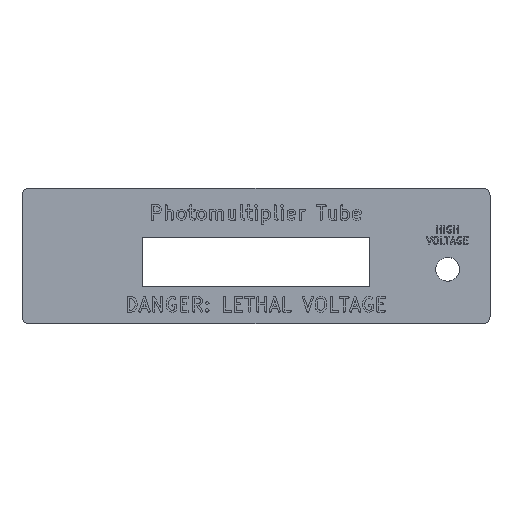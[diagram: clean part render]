
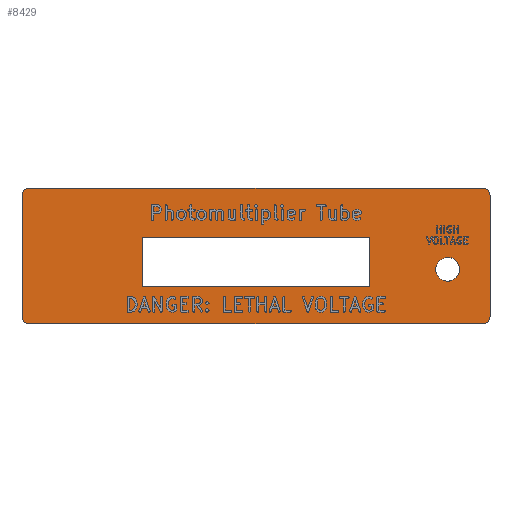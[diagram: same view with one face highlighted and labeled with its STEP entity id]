
A CAD part, top view. The second image highlights one B-rep face of the part: STEP entity #8429.
In plain terms, the highlighted planar face has unit normal (0, 0, 1).
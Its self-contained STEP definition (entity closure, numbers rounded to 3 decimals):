
#8429 = ADVANCED_FACE('',(#8430,#8564,#8598),#8625,.T.);
#8430 = FACE_BOUND('',#8431,.F.);
#8431 = EDGE_LOOP('',(#8432,#8443,#8451,#8459,#8467,#8476,#8484,#8492,
    #8500,#8509,#8517,#8525,#8533,#8542,#8550,#8558));
#8432 = ORIENTED_EDGE('',*,*,#8433,.T.);
#8433 = EDGE_CURVE('',#8434,#8436,#8438,.T.);
#8434 = VERTEX_POINT('',#8435);
#8435 = CARTESIAN_POINT('',(-34.373,9.023,1.56));
#8436 = VERTEX_POINT('',#8437);
#8437 = CARTESIAN_POINT('',(-33.473,9.923,1.56));
#8438 = CIRCLE('',#8439,1.002);
#8439 = AXIS2_PLACEMENT_3D('',#8440,#8441,#8442);
#8440 = CARTESIAN_POINT('',(-33.375,8.925,1.56));
#8441 = DIRECTION('',(0.,0.,-1.));
#8442 = DIRECTION('',(-0.995,0.098,0.));
#8443 = ORIENTED_EDGE('',*,*,#8444,.T.);
#8444 = EDGE_CURVE('',#8436,#8445,#8447,.T.);
#8445 = VERTEX_POINT('',#8446);
#8446 = CARTESIAN_POINT('',(-33.375,9.925,1.56));
#8447 = LINE('',#8448,#8449);
#8448 = CARTESIAN_POINT('',(-33.473,9.923,1.56));
#8449 = VECTOR('',#8450,1.);
#8450 = DIRECTION('',(1.,0.024,0.));
#8451 = ORIENTED_EDGE('',*,*,#8452,.T.);
#8452 = EDGE_CURVE('',#8445,#8453,#8455,.T.);
#8453 = VERTEX_POINT('',#8454);
#8454 = CARTESIAN_POINT('',(33.375,9.925,1.56));
#8455 = LINE('',#8456,#8457);
#8456 = CARTESIAN_POINT('',(-33.375,9.925,1.56));
#8457 = VECTOR('',#8458,1.);
#8458 = DIRECTION('',(1.,0.,0.));
#8459 = ORIENTED_EDGE('',*,*,#8460,.T.);
#8460 = EDGE_CURVE('',#8453,#8461,#8463,.T.);
#8461 = VERTEX_POINT('',#8462);
#8462 = CARTESIAN_POINT('',(33.473,9.923,1.56));
#8463 = LINE('',#8464,#8465);
#8464 = CARTESIAN_POINT('',(33.375,9.925,1.56));
#8465 = VECTOR('',#8466,1.);
#8466 = DIRECTION('',(1.,-0.024,0.));
#8467 = ORIENTED_EDGE('',*,*,#8468,.T.);
#8468 = EDGE_CURVE('',#8461,#8469,#8471,.T.);
#8469 = VERTEX_POINT('',#8470);
#8470 = CARTESIAN_POINT('',(34.373,9.023,1.56));
#8471 = CIRCLE('',#8472,1.002);
#8472 = AXIS2_PLACEMENT_3D('',#8473,#8474,#8475);
#8473 = CARTESIAN_POINT('',(33.375,8.925,1.56));
#8474 = DIRECTION('',(0.,0.,-1.));
#8475 = DIRECTION('',(0.098,0.995,0.));
#8476 = ORIENTED_EDGE('',*,*,#8477,.T.);
#8477 = EDGE_CURVE('',#8469,#8478,#8480,.T.);
#8478 = VERTEX_POINT('',#8479);
#8479 = CARTESIAN_POINT('',(34.375,8.925,1.56));
#8480 = LINE('',#8481,#8482);
#8481 = CARTESIAN_POINT('',(34.373,9.023,1.56));
#8482 = VECTOR('',#8483,1.);
#8483 = DIRECTION('',(0.024,-1.,0.));
#8484 = ORIENTED_EDGE('',*,*,#8485,.T.);
#8485 = EDGE_CURVE('',#8478,#8486,#8488,.T.);
#8486 = VERTEX_POINT('',#8487);
#8487 = CARTESIAN_POINT('',(34.375,-8.925,1.56));
#8488 = LINE('',#8489,#8490);
#8489 = CARTESIAN_POINT('',(34.375,8.925,1.56));
#8490 = VECTOR('',#8491,1.);
#8491 = DIRECTION('',(0.,-1.,0.));
#8492 = ORIENTED_EDGE('',*,*,#8493,.T.);
#8493 = EDGE_CURVE('',#8486,#8494,#8496,.T.);
#8494 = VERTEX_POINT('',#8495);
#8495 = CARTESIAN_POINT('',(34.373,-9.023,1.56));
#8496 = LINE('',#8497,#8498);
#8497 = CARTESIAN_POINT('',(34.375,-8.925,1.56));
#8498 = VECTOR('',#8499,1.);
#8499 = DIRECTION('',(-0.024,-1.,0.));
#8500 = ORIENTED_EDGE('',*,*,#8501,.T.);
#8501 = EDGE_CURVE('',#8494,#8502,#8504,.T.);
#8502 = VERTEX_POINT('',#8503);
#8503 = CARTESIAN_POINT('',(33.473,-9.923,1.56));
#8504 = CIRCLE('',#8505,1.002);
#8505 = AXIS2_PLACEMENT_3D('',#8506,#8507,#8508);
#8506 = CARTESIAN_POINT('',(33.375,-8.925,1.56));
#8507 = DIRECTION('',(0.,0.,-1.));
#8508 = DIRECTION('',(0.995,-0.098,0.));
#8509 = ORIENTED_EDGE('',*,*,#8510,.T.);
#8510 = EDGE_CURVE('',#8502,#8511,#8513,.T.);
#8511 = VERTEX_POINT('',#8512);
#8512 = CARTESIAN_POINT('',(33.375,-9.925,1.56));
#8513 = LINE('',#8514,#8515);
#8514 = CARTESIAN_POINT('',(33.473,-9.923,1.56));
#8515 = VECTOR('',#8516,1.);
#8516 = DIRECTION('',(-1.,-0.024,0.));
#8517 = ORIENTED_EDGE('',*,*,#8518,.T.);
#8518 = EDGE_CURVE('',#8511,#8519,#8521,.T.);
#8519 = VERTEX_POINT('',#8520);
#8520 = CARTESIAN_POINT('',(-33.375,-9.925,1.56));
#8521 = LINE('',#8522,#8523);
#8522 = CARTESIAN_POINT('',(33.375,-9.925,1.56));
#8523 = VECTOR('',#8524,1.);
#8524 = DIRECTION('',(-1.,0.,0.));
#8525 = ORIENTED_EDGE('',*,*,#8526,.T.);
#8526 = EDGE_CURVE('',#8519,#8527,#8529,.T.);
#8527 = VERTEX_POINT('',#8528);
#8528 = CARTESIAN_POINT('',(-33.473,-9.923,1.56));
#8529 = LINE('',#8530,#8531);
#8530 = CARTESIAN_POINT('',(-33.375,-9.925,1.56));
#8531 = VECTOR('',#8532,1.);
#8532 = DIRECTION('',(-1.,0.024,0.));
#8533 = ORIENTED_EDGE('',*,*,#8534,.T.);
#8534 = EDGE_CURVE('',#8527,#8535,#8537,.T.);
#8535 = VERTEX_POINT('',#8536);
#8536 = CARTESIAN_POINT('',(-34.373,-9.023,1.56));
#8537 = CIRCLE('',#8538,1.002);
#8538 = AXIS2_PLACEMENT_3D('',#8539,#8540,#8541);
#8539 = CARTESIAN_POINT('',(-33.375,-8.925,1.56));
#8540 = DIRECTION('',(0.,0.,-1.));
#8541 = DIRECTION('',(-0.098,-0.995,-0.));
#8542 = ORIENTED_EDGE('',*,*,#8543,.T.);
#8543 = EDGE_CURVE('',#8535,#8544,#8546,.T.);
#8544 = VERTEX_POINT('',#8545);
#8545 = CARTESIAN_POINT('',(-34.375,-8.925,1.56));
#8546 = LINE('',#8547,#8548);
#8547 = CARTESIAN_POINT('',(-34.373,-9.023,1.56));
#8548 = VECTOR('',#8549,1.);
#8549 = DIRECTION('',(-0.024,1.,0.));
#8550 = ORIENTED_EDGE('',*,*,#8551,.T.);
#8551 = EDGE_CURVE('',#8544,#8552,#8554,.T.);
#8552 = VERTEX_POINT('',#8553);
#8553 = CARTESIAN_POINT('',(-34.375,8.925,1.56));
#8554 = LINE('',#8555,#8556);
#8555 = CARTESIAN_POINT('',(-34.375,-8.925,1.56));
#8556 = VECTOR('',#8557,1.);
#8557 = DIRECTION('',(0.,1.,0.));
#8558 = ORIENTED_EDGE('',*,*,#8559,.T.);
#8559 = EDGE_CURVE('',#8552,#8434,#8560,.T.);
#8560 = LINE('',#8561,#8562);
#8561 = CARTESIAN_POINT('',(-34.375,8.925,1.56));
#8562 = VECTOR('',#8563,1.);
#8563 = DIRECTION('',(0.024,1.,0.));
#8564 = FACE_BOUND('',#8565,.F.);
#8565 = EDGE_LOOP('',(#8566,#8576,#8584,#8592));
#8566 = ORIENTED_EDGE('',*,*,#8567,.T.);
#8567 = EDGE_CURVE('',#8568,#8570,#8572,.T.);
#8568 = VERTEX_POINT('',#8569);
#8569 = CARTESIAN_POINT('',(16.7,-4.45,1.56));
#8570 = VERTEX_POINT('',#8571);
#8571 = CARTESIAN_POINT('',(16.7,2.65,1.56));
#8572 = LINE('',#8573,#8574);
#8573 = CARTESIAN_POINT('',(16.7,-4.45,1.56));
#8574 = VECTOR('',#8575,1.);
#8575 = DIRECTION('',(0.,1.,0.));
#8576 = ORIENTED_EDGE('',*,*,#8577,.T.);
#8577 = EDGE_CURVE('',#8570,#8578,#8580,.T.);
#8578 = VERTEX_POINT('',#8579);
#8579 = CARTESIAN_POINT('',(-16.7,2.65,1.56));
#8580 = LINE('',#8581,#8582);
#8581 = CARTESIAN_POINT('',(16.7,2.65,1.56));
#8582 = VECTOR('',#8583,1.);
#8583 = DIRECTION('',(-1.,0.,0.));
#8584 = ORIENTED_EDGE('',*,*,#8585,.T.);
#8585 = EDGE_CURVE('',#8578,#8586,#8588,.T.);
#8586 = VERTEX_POINT('',#8587);
#8587 = CARTESIAN_POINT('',(-16.7,-4.45,1.56));
#8588 = LINE('',#8589,#8590);
#8589 = CARTESIAN_POINT('',(-16.7,2.65,1.56));
#8590 = VECTOR('',#8591,1.);
#8591 = DIRECTION('',(0.,-1.,0.));
#8592 = ORIENTED_EDGE('',*,*,#8593,.T.);
#8593 = EDGE_CURVE('',#8586,#8568,#8594,.T.);
#8594 = LINE('',#8595,#8596);
#8595 = CARTESIAN_POINT('',(-16.7,-4.45,1.56));
#8596 = VECTOR('',#8597,1.);
#8597 = DIRECTION('',(1.,0.,0.));
#8598 = FACE_BOUND('',#8599,.F.);
#8599 = EDGE_LOOP('',(#8600,#8610,#8619));
#8600 = ORIENTED_EDGE('',*,*,#8601,.T.);
#8601 = EDGE_CURVE('',#8602,#8604,#8606,.T.);
#8602 = VERTEX_POINT('',#8603);
#8603 = CARTESIAN_POINT('',(29.895,-1.95,1.56));
#8604 = VERTEX_POINT('',#8605);
#8605 = CARTESIAN_POINT('',(29.893,-1.819,1.56));
#8606 = LINE('',#8607,#8608);
#8607 = CARTESIAN_POINT('',(29.895,-1.95,1.56));
#8608 = VECTOR('',#8609,1.);
#8609 = DIRECTION('',(-0.019,1.,0.));
#8610 = ORIENTED_EDGE('',*,*,#8611,.T.);
#8611 = EDGE_CURVE('',#8604,#8612,#8614,.T.);
#8612 = VERTEX_POINT('',#8613);
#8613 = CARTESIAN_POINT('',(29.893,-2.081,1.56));
#8614 = CIRCLE('',#8615,1.752);
#8615 = AXIS2_PLACEMENT_3D('',#8616,#8617,#8618);
#8616 = CARTESIAN_POINT('',(28.145,-1.95,1.56));
#8617 = DIRECTION('',(0.,0.,1.));
#8618 = DIRECTION('',(0.997,0.075,-0.));
#8619 = ORIENTED_EDGE('',*,*,#8620,.T.);
#8620 = EDGE_CURVE('',#8612,#8602,#8621,.T.);
#8621 = LINE('',#8622,#8623);
#8622 = CARTESIAN_POINT('',(29.893,-2.081,1.56));
#8623 = VECTOR('',#8624,1.);
#8624 = DIRECTION('',(0.019,1.,0.));
#8625 = PLANE('',#8626);
#8626 = AXIS2_PLACEMENT_3D('',#8627,#8628,#8629);
#8627 = CARTESIAN_POINT('',(0.,0.,1.56));
#8628 = DIRECTION('',(0.,0.,1.));
#8629 = DIRECTION('',(1.,0.,-0.));
